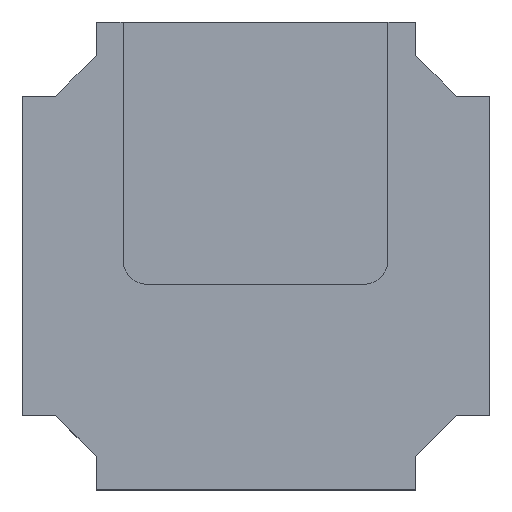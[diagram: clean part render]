
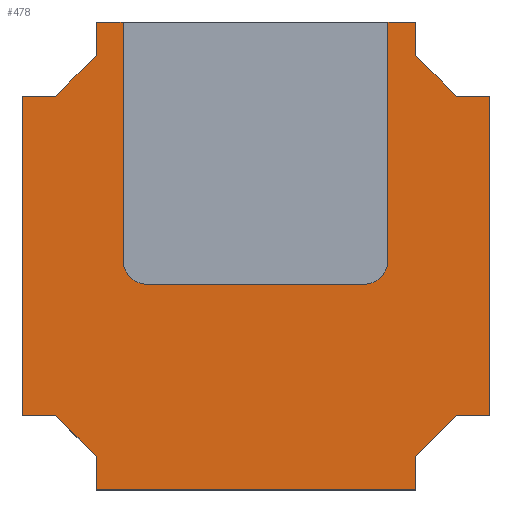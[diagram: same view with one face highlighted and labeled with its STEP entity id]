
A CAD part, top view. The second image highlights one B-rep face of the part: STEP entity #478.
In plain terms, the highlighted planar face has unit normal (0, 0, 1).
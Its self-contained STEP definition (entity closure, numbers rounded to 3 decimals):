
#38=FACE_OUTER_BOUND('',#62,.T.);
#62=EDGE_LOOP('',(#405,#406,#407,#408,#409,#410,#411,#412,#413,#414,#415,
#416,#417,#418,#419,#420,#421,#422,#423,#424,#425,#426));
#67=CIRCLE('',#505,2.6);
#68=CIRCLE('',#508,2.6);
#76=LINE('',#672,#138);
#79=LINE('',#680,#141);
#80=LINE('',#683,#142);
#99=LINE('',#722,#161);
#102=LINE('',#727,#164);
#104=LINE('',#731,#166);
#106=LINE('',#736,#168);
#108=LINE('',#740,#170);
#111=LINE('',#745,#173);
#113=LINE('',#750,#175);
#116=LINE('',#755,#178);
#118=LINE('',#759,#180);
#120=LINE('',#764,#182);
#122=LINE('',#768,#184);
#125=LINE('',#773,#187);
#126=LINE('',#775,#188);
#127=LINE('',#777,#189);
#128=LINE('',#778,#190);
#129=LINE('',#780,#191);
#130=LINE('',#781,#192);
#138=VECTOR('',#550,10.);
#141=VECTOR('',#559,10.);
#142=VECTOR('',#562,10.);
#161=VECTOR('',#585,10.);
#164=VECTOR('',#590,10.);
#166=VECTOR('',#594,10.);
#168=VECTOR('',#598,10.);
#170=VECTOR('',#602,10.);
#173=VECTOR('',#607,10.);
#175=VECTOR('',#611,10.);
#178=VECTOR('',#616,10.);
#180=VECTOR('',#620,10.);
#182=VECTOR('',#624,10.);
#184=VECTOR('',#628,10.);
#187=VECTOR('',#633,10.);
#188=VECTOR('',#636,10.);
#189=VECTOR('',#639,10.);
#190=VECTOR('',#640,10.);
#191=VECTOR('',#643,10.);
#192=VECTOR('',#644,10.);
#199=VERTEX_POINT('',#664);
#200=VERTEX_POINT('',#666);
#201=VERTEX_POINT('',#670);
#202=VERTEX_POINT('',#674);
#203=VERTEX_POINT('',#678);
#204=VERTEX_POINT('',#682);
#221=VERTEX_POINT('',#719);
#222=VERTEX_POINT('',#721);
#223=VERTEX_POINT('',#725);
#224=VERTEX_POINT('',#729);
#225=VERTEX_POINT('',#733);
#226=VERTEX_POINT('',#735);
#227=VERTEX_POINT('',#739);
#228=VERTEX_POINT('',#743);
#229=VERTEX_POINT('',#747);
#230=VERTEX_POINT('',#749);
#231=VERTEX_POINT('',#753);
#232=VERTEX_POINT('',#757);
#233=VERTEX_POINT('',#761);
#234=VERTEX_POINT('',#763);
#235=VERTEX_POINT('',#767);
#236=VERTEX_POINT('',#771);
#244=EDGE_CURVE('',#200,#199,#67,.T.);
#247=EDGE_CURVE('',#199,#201,#76,.T.);
#249=EDGE_CURVE('',#201,#202,#68,.T.);
#251=EDGE_CURVE('',#202,#203,#79,.T.);
#252=EDGE_CURVE('',#204,#200,#80,.T.);
#271=EDGE_CURVE('',#221,#222,#99,.T.);
#274=EDGE_CURVE('',#223,#221,#102,.T.);
#276=EDGE_CURVE('',#224,#223,#104,.T.);
#278=EDGE_CURVE('',#226,#225,#106,.T.);
#280=EDGE_CURVE('',#227,#226,#108,.T.);
#283=EDGE_CURVE('',#225,#228,#111,.T.);
#285=EDGE_CURVE('',#230,#229,#113,.T.);
#288=EDGE_CURVE('',#229,#231,#116,.T.);
#290=EDGE_CURVE('',#231,#232,#118,.T.);
#292=EDGE_CURVE('',#234,#233,#120,.T.);
#294=EDGE_CURVE('',#235,#234,#122,.T.);
#297=EDGE_CURVE('',#233,#236,#125,.T.);
#298=EDGE_CURVE('',#232,#222,#126,.T.);
#299=EDGE_CURVE('',#236,#204,#127,.T.);
#300=EDGE_CURVE('',#203,#230,#128,.T.);
#301=EDGE_CURVE('',#227,#224,#129,.T.);
#302=EDGE_CURVE('',#228,#235,#130,.T.);
#405=ORIENTED_EDGE('',*,*,#251,.T.);
#406=ORIENTED_EDGE('',*,*,#300,.T.);
#407=ORIENTED_EDGE('',*,*,#285,.T.);
#408=ORIENTED_EDGE('',*,*,#288,.T.);
#409=ORIENTED_EDGE('',*,*,#290,.T.);
#410=ORIENTED_EDGE('',*,*,#298,.T.);
#411=ORIENTED_EDGE('',*,*,#271,.F.);
#412=ORIENTED_EDGE('',*,*,#274,.F.);
#413=ORIENTED_EDGE('',*,*,#276,.F.);
#414=ORIENTED_EDGE('',*,*,#301,.F.);
#415=ORIENTED_EDGE('',*,*,#280,.T.);
#416=ORIENTED_EDGE('',*,*,#278,.T.);
#417=ORIENTED_EDGE('',*,*,#283,.T.);
#418=ORIENTED_EDGE('',*,*,#302,.T.);
#419=ORIENTED_EDGE('',*,*,#294,.T.);
#420=ORIENTED_EDGE('',*,*,#292,.T.);
#421=ORIENTED_EDGE('',*,*,#297,.T.);
#422=ORIENTED_EDGE('',*,*,#299,.T.);
#423=ORIENTED_EDGE('',*,*,#252,.T.);
#424=ORIENTED_EDGE('',*,*,#244,.T.);
#425=ORIENTED_EDGE('',*,*,#247,.T.);
#426=ORIENTED_EDGE('',*,*,#249,.T.);
#454=PLANE('',#526);
#478=ADVANCED_FACE('',(#38),#454,.T.);
#505=AXIS2_PLACEMENT_3D('',#667,#544,#545);
#508=AXIS2_PLACEMENT_3D('',#676,#554,#555);
#526=AXIS2_PLACEMENT_3D('',#779,#641,#642);
#544=DIRECTION('center_axis',(0.,0.,-1.));
#545=DIRECTION('ref_axis',(1.,0.,0.));
#550=DIRECTION('',(-1.,0.,0.));
#554=DIRECTION('center_axis',(0.,0.,-1.));
#555=DIRECTION('ref_axis',(0.,-1.,0.));
#559=DIRECTION('',(0.,1.,0.));
#562=DIRECTION('',(0.,-1.,0.));
#585=DIRECTION('',(-1.,0.,0.));
#590=DIRECTION('',(-0.707,0.707,0.));
#594=DIRECTION('',(0.,1.,0.));
#598=DIRECTION('',(0.707,0.707,0.));
#602=DIRECTION('',(0.,1.,0.));
#607=DIRECTION('',(1.,0.,0.));
#611=DIRECTION('',(0.,-1.,0.));
#616=DIRECTION('',(-0.707,-0.707,0.));
#620=DIRECTION('',(-1.,0.,0.));
#624=DIRECTION('',(-0.707,0.707,0.));
#628=DIRECTION('',(-1.,0.,0.));
#633=DIRECTION('',(0.,1.,0.));
#636=DIRECTION('',(0.,-1.,0.));
#639=DIRECTION('',(-1.,0.,0.));
#640=DIRECTION('',(-1.,0.,0.));
#641=DIRECTION('center_axis',(0.,0.,1.));
#642=DIRECTION('ref_axis',(1.,0.,0.));
#643=DIRECTION('',(-1.,0.,0.));
#644=DIRECTION('',(0.,1.,0.));
#664=CARTESIAN_POINT('',(-9.48,17.91,20.));
#666=CARTESIAN_POINT('',(-6.88,20.51,20.));
#667=CARTESIAN_POINT('Origin',(-9.48,20.51,20.));
#670=CARTESIAN_POINT('',(-32.48,17.91,20.));
#672=CARTESIAN_POINT('',(-15.169,17.91,20.));
#674=CARTESIAN_POINT('',(-35.08,20.51,20.));
#676=CARTESIAN_POINT('Origin',(-32.48,20.51,20.));
#678=CARTESIAN_POINT('',(-35.08,45.83,20.));
#680=CARTESIAN_POINT('',(-35.08,33.723,20.));
#682=CARTESIAN_POINT('',(-6.88,45.83,20.));
#683=CARTESIAN_POINT('',(-6.88,20.72,20.));
#719=CARTESIAN_POINT('',(-42.255,3.93,20.));
#721=CARTESIAN_POINT('',(-45.83,3.93,20.));
#722=CARTESIAN_POINT('',(-42.255,3.93,20.));
#725=CARTESIAN_POINT('',(-37.93,-0.395,20.));
#727=CARTESIAN_POINT('',(-37.93,-0.395,20.));
#729=CARTESIAN_POINT('',(-37.93,-3.97,20.));
#731=CARTESIAN_POINT('',(-37.93,-4.17,20.));
#733=CARTESIAN_POINT('',(0.395,3.93,20.));
#735=CARTESIAN_POINT('',(-3.971,-0.437,20.));
#736=CARTESIAN_POINT('',(-3.971,-0.437,20.));
#739=CARTESIAN_POINT('',(-3.971,-3.97,20.));
#740=CARTESIAN_POINT('',(-3.971,-4.17,20.));
#743=CARTESIAN_POINT('',(3.97,3.93,20.));
#745=CARTESIAN_POINT('',(0.395,3.93,20.));
#747=CARTESIAN_POINT('',(-37.93,42.255,20.));
#749=CARTESIAN_POINT('',(-37.93,45.83,20.));
#750=CARTESIAN_POINT('',(-37.93,46.03,20.));
#753=CARTESIAN_POINT('',(-42.255,37.93,20.));
#755=CARTESIAN_POINT('',(-37.93,42.255,20.));
#757=CARTESIAN_POINT('',(-45.83,37.93,20.));
#759=CARTESIAN_POINT('',(-42.255,37.93,20.));
#761=CARTESIAN_POINT('',(-3.93,42.255,20.));
#763=CARTESIAN_POINT('',(0.395,37.93,20.));
#764=CARTESIAN_POINT('',(0.395,37.93,20.));
#767=CARTESIAN_POINT('',(3.97,37.93,20.));
#768=CARTESIAN_POINT('',(4.17,37.93,20.));
#771=CARTESIAN_POINT('',(-3.93,45.83,20.));
#773=CARTESIAN_POINT('',(-3.93,42.255,20.));
#775=CARTESIAN_POINT('',(-45.83,37.93,20.));
#777=CARTESIAN_POINT('',(-3.93,45.83,20.));
#778=CARTESIAN_POINT('',(-3.93,45.83,20.));
#779=CARTESIAN_POINT('Origin',(2.141,20.93,20.));
#780=CARTESIAN_POINT('',(-37.73,-3.97,20.));
#781=CARTESIAN_POINT('',(3.97,3.93,20.));
